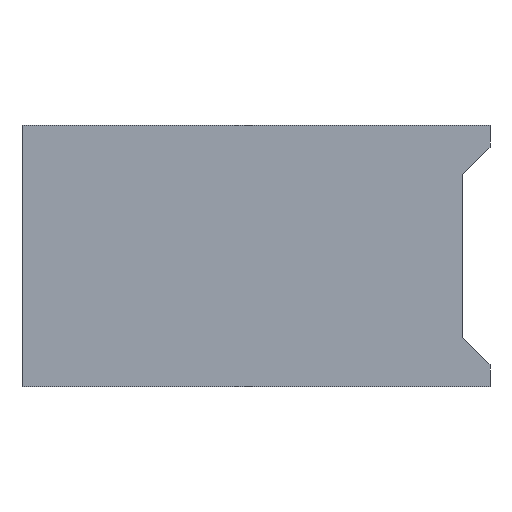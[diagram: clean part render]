
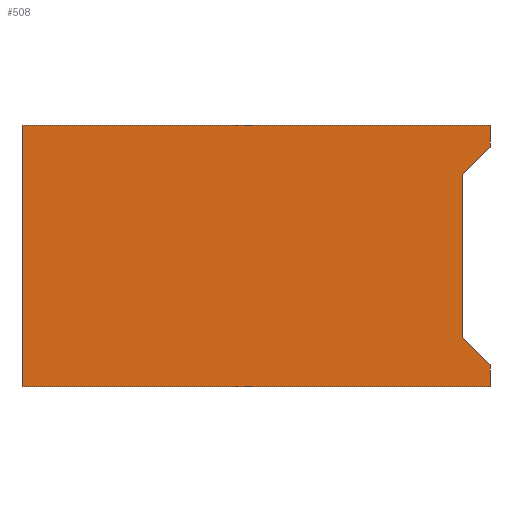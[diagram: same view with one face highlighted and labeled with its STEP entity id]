
A CAD part, left-side view. The second image highlights one B-rep face of the part: STEP entity #508.
In plain terms, the highlighted planar face has unit normal (-1, 0, 0).
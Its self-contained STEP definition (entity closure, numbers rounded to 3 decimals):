
#28=FACE_OUTER_BOUND('',#56,.T.);
#56=EDGE_LOOP('',(#385,#386,#387,#388,#389,#390,#391,#392));
#98=LINE('',#754,#168);
#105=LINE('',#767,#175);
#107=LINE('',#771,#177);
#110=LINE('',#777,#180);
#111=LINE('',#779,#181);
#112=LINE('',#781,#182);
#113=LINE('',#783,#183);
#114=LINE('',#784,#184);
#168=VECTOR('',#617,10.);
#175=VECTOR('',#628,10.);
#177=VECTOR('',#632,10.);
#180=VECTOR('',#637,10.);
#181=VECTOR('',#638,10.);
#182=VECTOR('',#639,10.);
#183=VECTOR('',#640,10.);
#184=VECTOR('',#641,10.);
#231=VERTEX_POINT('',#752);
#232=VERTEX_POINT('',#753);
#236=VERTEX_POINT('',#766);
#237=VERTEX_POINT('',#770);
#239=VERTEX_POINT('',#776);
#240=VERTEX_POINT('',#778);
#241=VERTEX_POINT('',#780);
#242=VERTEX_POINT('',#782);
#282=EDGE_CURVE('',#231,#232,#98,.T.);
#289=EDGE_CURVE('',#236,#231,#105,.T.);
#291=EDGE_CURVE('',#237,#236,#107,.T.);
#294=EDGE_CURVE('',#232,#239,#110,.T.);
#295=EDGE_CURVE('',#239,#240,#111,.T.);
#296=EDGE_CURVE('',#241,#240,#112,.T.);
#297=EDGE_CURVE('',#242,#241,#113,.T.);
#298=EDGE_CURVE('',#242,#237,#114,.T.);
#385=ORIENTED_EDGE('',*,*,#291,.T.);
#386=ORIENTED_EDGE('',*,*,#289,.T.);
#387=ORIENTED_EDGE('',*,*,#282,.T.);
#388=ORIENTED_EDGE('',*,*,#294,.T.);
#389=ORIENTED_EDGE('',*,*,#295,.T.);
#390=ORIENTED_EDGE('',*,*,#296,.F.);
#391=ORIENTED_EDGE('',*,*,#297,.F.);
#392=ORIENTED_EDGE('',*,*,#298,.T.);
#480=PLANE('',#559);
#508=ADVANCED_FACE('',(#28),#480,.T.);
#559=AXIS2_PLACEMENT_3D('',#775,#635,#636);
#617=DIRECTION('',(0.,-0.707,0.707));
#628=DIRECTION('',(0.,0.,1.));
#632=DIRECTION('',(0.,0.707,0.707));
#635=DIRECTION('center_axis',(-1.,0.,0.));
#636=DIRECTION('ref_axis',(0.,0.,1.));
#637=DIRECTION('',(0.,0.,1.));
#638=DIRECTION('',(0.,1.,0.));
#639=DIRECTION('',(0.,0.,1.));
#640=DIRECTION('',(0.,1.,0.));
#641=DIRECTION('',(0.,0.,1.));
#752=CARTESIAN_POINT('',(-1.,0.25,0.75));
#753=CARTESIAN_POINT('',(-1.,0.,1.));
#754=CARTESIAN_POINT('',(-1.,0.55,0.45));
#766=CARTESIAN_POINT('',(-1.,0.25,-0.75));
#767=CARTESIAN_POINT('',(-1.,0.25,-0.225));
#770=CARTESIAN_POINT('',(-1.,0.,-1.));
#771=CARTESIAN_POINT('',(-1.,0.075,-0.925));
#775=CARTESIAN_POINT('Origin',(-1.,0.,-1.2));
#776=CARTESIAN_POINT('',(-1.,0.,1.2));
#777=CARTESIAN_POINT('',(-1.,0.,-1.2));
#778=CARTESIAN_POINT('',(-1.,4.3,1.2));
#779=CARTESIAN_POINT('',(-1.,0.,1.2));
#780=CARTESIAN_POINT('',(-1.,4.3,-1.2));
#781=CARTESIAN_POINT('',(-1.,4.3,-1.2));
#782=CARTESIAN_POINT('',(-1.,0.,-1.2));
#783=CARTESIAN_POINT('',(-1.,0.,-1.2));
#784=CARTESIAN_POINT('',(-1.,0.,-1.2));
